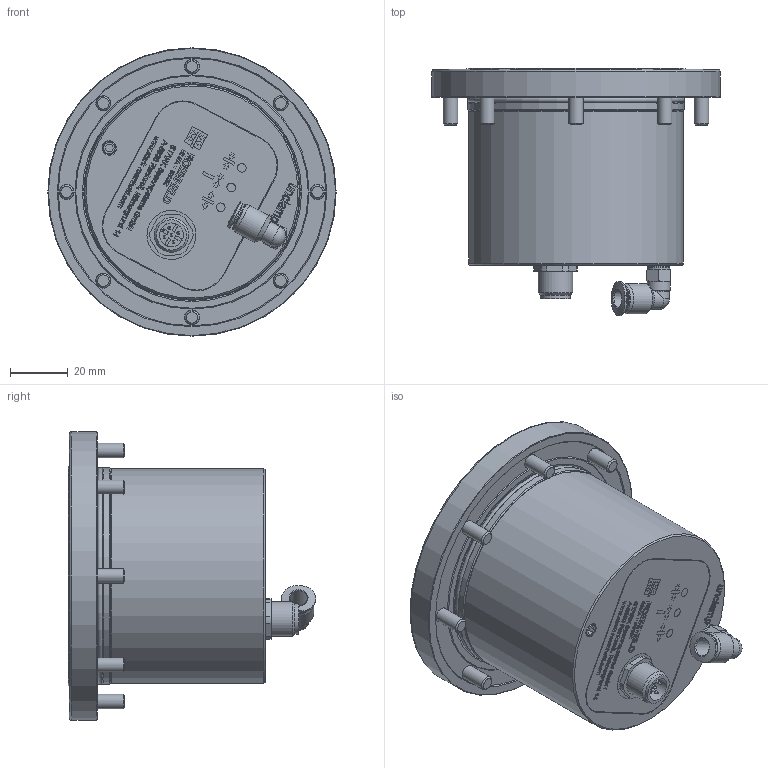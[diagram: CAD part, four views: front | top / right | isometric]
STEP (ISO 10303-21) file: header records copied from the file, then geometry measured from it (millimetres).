
FILE_DESCRIPTION (( 'STEP AP214' ), '1' );
FILE_NAME ('5000 110 (066-040-5-02) STARK.airtec D100.STEP', '2022-01-28T12:46:24', ( '' ), ( '' ), 'SwSTEP 2.0', 'SolidWorks 2021', '' );
FILE_SCHEMA (( 'AUTOMOTIVE_DESIGN' ));
Length unit declared in the file: millimetre
Products named in the file (1): 5000 110 (066-040-5-02) STARK.airtec D100
Bounding box: 100 x 85.7 x 100 mm (x, y, z)
Volume: 316253.5 mm3; surface area: 42518.7 mm2
Topology: 1 solids, 9 shells, 1949 faces, 5084 edges, 3384 vertices
Faces by surface type: plane 1123, bspline 584, cylinder 143, cone 62, torus 35, sphere 2
Full cylindrical faces by diameter (mm): 1 x5, 2.1 x2, 5 x9, 5.2 x8, 6 x1, 7 x1, 7.6 x2, 7.875 x1, 8.3 x1, 8.5 x8, 9 x8, 9.001 x8, 9.696 x1, 10.5 x2, 11.5 x3, 12 x2, 12.05 x1, 17 x1, 32 x1, 32.2 x1, 73.009 x2, 74.6 x1, 75 x1, 100 x1
Entity records: 89697 total; most frequent: CARTESIAN_POINT 41016, ORIENTED_EDGE 9790, DIRECTION 6724, EDGE_CURVE 4895, VERTEX_POINT 3343, VECTOR 3264, LINE 3264, EDGE_LOOP 2332
